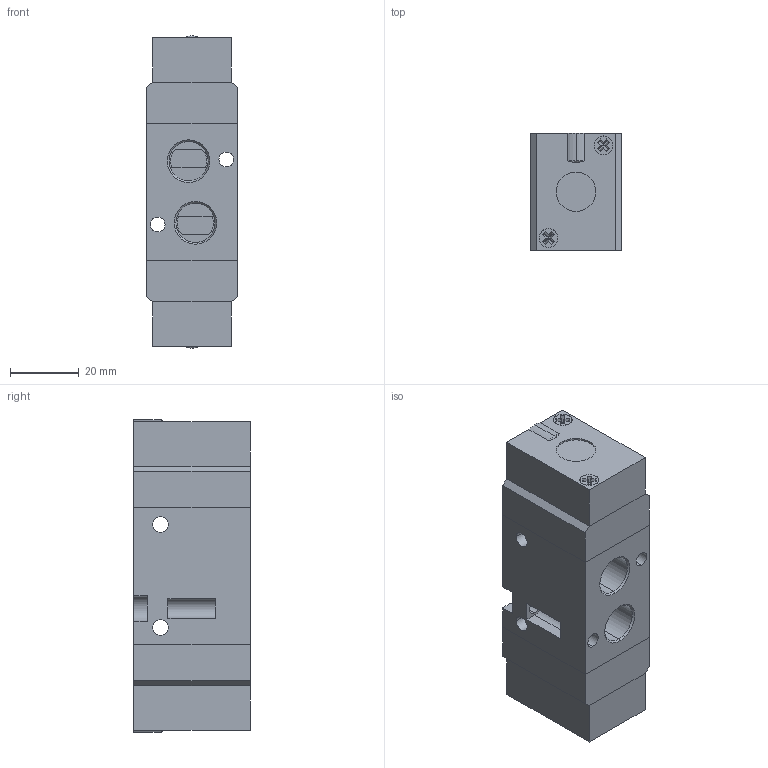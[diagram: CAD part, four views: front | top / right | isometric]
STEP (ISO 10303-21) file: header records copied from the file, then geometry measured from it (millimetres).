
FILE_DESCRIPTION (( 'STEP AP214' ), '1' );
FILE_NAME ('SFP4800.STEP', '2019-09-17T10:49:45', ( 'yrd2' ), ( 'Hewlett-Packard Company' ), 'SwSTEP 2.0', 'SolidWorks 2008', '' );
FILE_SCHEMA (( 'AUTOMOTIVE_DESIGN' ));
Length unit declared in the file: millimetre
Products named in the file (4): SFP4600 Body_ル遽; SFP4000 Semi_ル遽; SFP4000 Pilot_ル遽; SFP4800
Assembly tree (5 placements, depth 2):
  SFP4800
    SFP4000 Pilot_ル遽  x2
    SFP4000 Semi_ル遽  x2
    SFP4600 Body_ル遽
Bounding box: 26.5 x 34 x 91 mm (x, y, z)
Volume: 70033.2 mm3; surface area: 23061 mm2
Topology: 5 solids, 5 shells, 192 faces, 468 edges, 306 vertices
Faces by surface type: plane 124, cylinder 56, cone 10, torus 2
Entity records: 3937 total; most frequent: DIRECTION 680, CARTESIAN_POINT 656, ORIENTED_EDGE 626, EDGE_CURVE 313, AXIS2_PLACEMENT_3D 230, LINE 220, VECTOR 220, VERTEX_POINT 206
